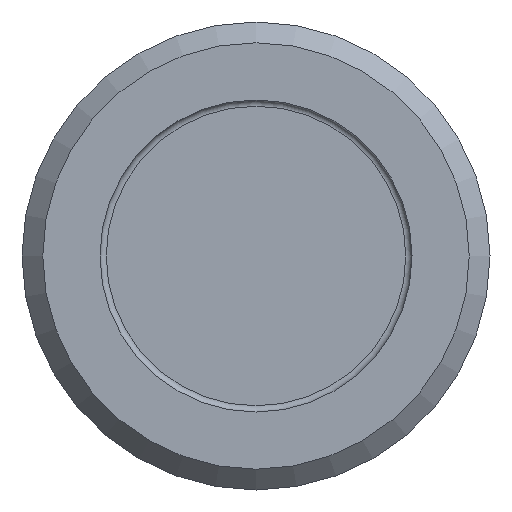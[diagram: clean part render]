
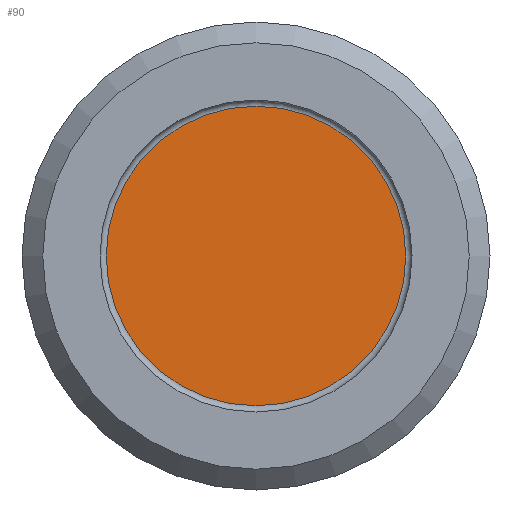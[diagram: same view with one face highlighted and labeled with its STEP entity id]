
A CAD part, left-side view. The second image highlights one B-rep face of the part: STEP entity #90.
In plain terms, the highlighted planar face has unit normal (-1, 0, 0).
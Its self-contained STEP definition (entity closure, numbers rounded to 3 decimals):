
#90 = ADVANCED_FACE( '', ( #191 ), #192, .F. );
#191 = FACE_OUTER_BOUND( '', #290, .T. );
#192 = PLANE( '', #291 );
#290 = EDGE_LOOP( '', ( #492 ) );
#291 = AXIS2_PLACEMENT_3D( '', #493, #494, #495 );
#492 = ORIENTED_EDGE( '', *, *, #611, .F. );
#493 = CARTESIAN_POINT( '', ( 0.4, 0., 0. ) );
#494 = DIRECTION( '', ( 1., 0., 0. ) );
#495 = DIRECTION( '', ( 0., 0., -1. ) );
#611 = EDGE_CURVE( '', #738, #738, #739, .T. );
#738 = VERTEX_POINT( '', #898 );
#739 = CIRCLE( '', #899, 9.6 );
#898 = CARTESIAN_POINT( '', ( 0.4, 0., -9.6 ) );
#899 = AXIS2_PLACEMENT_3D( '', #1015, #1016, #1017 );
#1015 = CARTESIAN_POINT( '', ( 0.4, 0., 0. ) );
#1016 = DIRECTION( '', ( 1., 0., 0. ) );
#1017 = DIRECTION( '', ( 0., 0., -1. ) );
